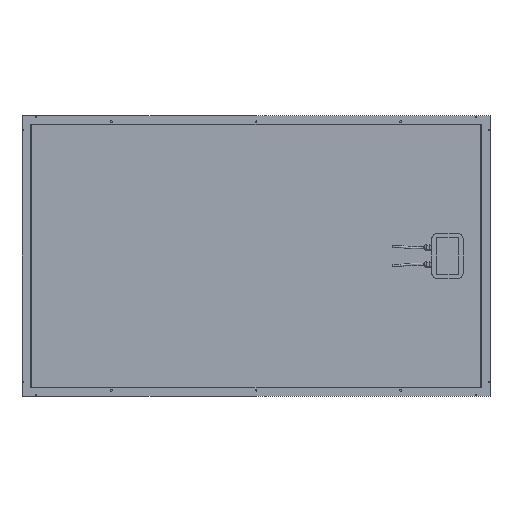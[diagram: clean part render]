
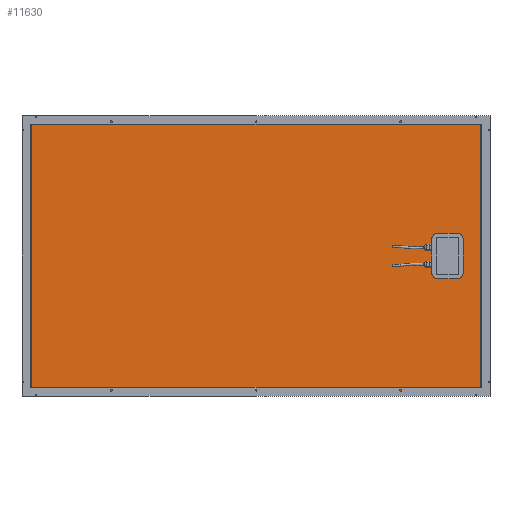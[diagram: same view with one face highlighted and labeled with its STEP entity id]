
A CAD part, front view. The second image highlights one B-rep face of the part: STEP entity #11630.
In plain terms, the highlighted planar face has unit normal (0, -1, 0).
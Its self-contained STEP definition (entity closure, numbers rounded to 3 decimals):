
#1071 = CARTESIAN_POINT ( 'NONE',  ( 817., 42.5, 487. ) ) ;
#1489 = LINE ( 'NONE', #2765, #6318 ) ;
#1585 = EDGE_LOOP ( 'NONE', ( #3611, #6157, #13634, #12686 ) ) ;
#2327 = AXIS2_PLACEMENT_3D ( 'NONE', #14955, #4038, #8916 ) ;
#2605 = DIRECTION ( 'NONE',  ( 0., 0., -1. ) ) ;
#2652 = DIRECTION ( 'NONE',  ( 0., 0., 1. ) ) ;
#2765 = CARTESIAN_POINT ( 'NONE',  ( 817., 42.5, 487. ) ) ;
#2915 = PLANE ( 'NONE',  #2327 ) ;
#3611 = ORIENTED_EDGE ( 'NONE', *, *, #13353, .F. ) ;
#4038 = DIRECTION ( 'NONE',  ( 0., 1., 0. ) ) ;
#4450 = VECTOR ( 'NONE', #14403, 1000. ) ;
#4986 = CARTESIAN_POINT ( 'NONE',  ( -817., 42.5, 487. ) ) ;
#5551 = CARTESIAN_POINT ( 'NONE',  ( -817., 42.5, -487. ) ) ;
#5899 = CARTESIAN_POINT ( 'NONE',  ( 817., 42.5, -487. ) ) ;
#6157 = ORIENTED_EDGE ( 'NONE', *, *, #8973, .F. ) ;
#6318 = VECTOR ( 'NONE', #2605, 1000. ) ;
#6896 = EDGE_CURVE ( 'NONE', #11923, #9531, #1489, .T. ) ;
#7839 = CARTESIAN_POINT ( 'NONE',  ( -817., 42.5, 487. ) ) ;
#8916 = DIRECTION ( 'NONE',  ( 0., 0., 1. ) ) ;
#8973 = EDGE_CURVE ( 'NONE', #12403, #12889, #13592, .T. ) ;
#9057 = FACE_OUTER_BOUND ( 'NONE', #1585, .T. ) ;
#9531 = VERTEX_POINT ( 'NONE', #14456 ) ;
#9603 = LINE ( 'NONE', #5899, #10742 ) ;
#9791 = LINE ( 'NONE', #4986, #4450 ) ;
#9844 = DIRECTION ( 'NONE',  ( -1., 0., 0. ) ) ;
#10742 = VECTOR ( 'NONE', #9844, 1000. ) ;
#10877 = CARTESIAN_POINT ( 'NONE',  ( -817., 42.5, -487. ) ) ;
#11081 = VECTOR ( 'NONE', #2652, 1000. ) ;
#11630 = ADVANCED_FACE ( 'NONE', ( #9057 ), #2915, .F. ) ;
#11923 = VERTEX_POINT ( 'NONE', #1071 ) ;
#12241 = EDGE_CURVE ( 'NONE', #9531, #12403, #9603, .T. ) ;
#12403 = VERTEX_POINT ( 'NONE', #5551 ) ;
#12686 = ORIENTED_EDGE ( 'NONE', *, *, #6896, .F. ) ;
#12889 = VERTEX_POINT ( 'NONE', #7839 ) ;
#13353 = EDGE_CURVE ( 'NONE', #12889, #11923, #9791, .T. ) ;
#13592 = LINE ( 'NONE', #10877, #11081 ) ;
#13634 = ORIENTED_EDGE ( 'NONE', *, *, #12241, .F. ) ;
#14403 = DIRECTION ( 'NONE',  ( 1., 0., 0. ) ) ;
#14456 = CARTESIAN_POINT ( 'NONE',  ( 817., 42.5, -487. ) ) ;
#14955 = CARTESIAN_POINT ( 'NONE',  ( 0., 42.5, 0. ) ) ;
